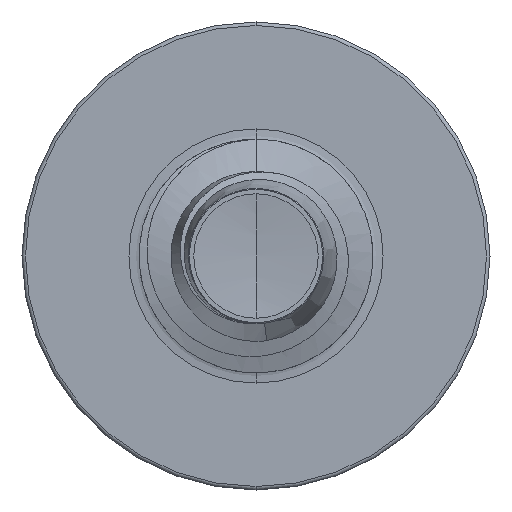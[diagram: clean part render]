
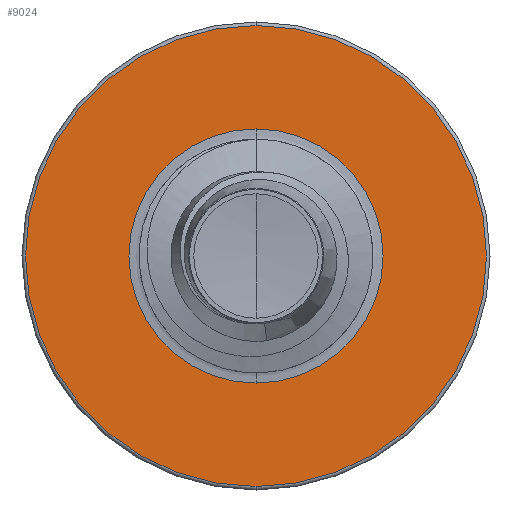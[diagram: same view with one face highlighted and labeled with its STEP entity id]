
A CAD part, front view. The second image highlights one B-rep face of the part: STEP entity #9024.
In plain terms, the highlighted planar face has unit normal (0, -1, 0).
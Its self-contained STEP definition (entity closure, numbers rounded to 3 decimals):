
#15 = AXIS2_PLACEMENT_3D ( 'NONE', #2383, #2369, #2368 ) ;
#107 = VERTEX_POINT ( 'NONE', #8774 ) ;
#367 = ORIENTED_EDGE ( 'NONE', *, *, #8362, .F. ) ;
#402 = DIRECTION ( 'NONE',  ( 0., 0., 1. ) ) ;
#408 = DIRECTION ( 'NONE',  ( 0., 1., 0. ) ) ;
#410 = CARTESIAN_POINT ( 'NONE',  ( 0., 2.25, 0. ) ) ;
#646 = AXIS2_PLACEMENT_3D ( 'NONE', #9063, #9062, #9054 ) ;
#711 = CIRCLE ( 'NONE', #646, 1.086 ) ;
#845 = FACE_BOUND ( 'NONE', #6732, .T. ) ;
#1074 = ORIENTED_EDGE ( 'NONE', *, *, #7273, .T. ) ;
#1650 = EDGE_LOOP ( 'NONE', ( #4263, #367 ) ) ;
#1762 = CARTESIAN_POINT ( 'NONE',  ( 0., 2.25, -1.086 ) ) ;
#2368 = DIRECTION ( 'NONE',  ( 0., 0., 1. ) ) ;
#2369 = DIRECTION ( 'NONE',  ( 0., 1., 0. ) ) ;
#2383 = CARTESIAN_POINT ( 'NONE',  ( 0., 2.25, 0. ) ) ;
#2787 = CARTESIAN_POINT ( 'NONE',  ( 0., 2.25, 1.97 ) ) ;
#3024 = AXIS2_PLACEMENT_3D ( 'NONE', #5000, #5043, #4993 ) ;
#3266 = FACE_OUTER_BOUND ( 'NONE', #1650, .T. ) ;
#3543 = EDGE_CURVE ( 'NONE', #6848, #107, #4112, .T. ) ;
#3765 = AXIS2_PLACEMENT_3D ( 'NONE', #6604, #6567, #6558 ) ;
#4112 = CIRCLE ( 'NONE', #15, 1.97 ) ;
#4263 = ORIENTED_EDGE ( 'NONE', *, *, #3543, .F. ) ;
#4680 = AXIS2_PLACEMENT_3D ( 'NONE', #410, #408, #402 ) ;
#4993 = DIRECTION ( 'NONE',  ( 0., 0., 1. ) ) ;
#5000 = CARTESIAN_POINT ( 'NONE',  ( 0., 2.25, 0. ) ) ;
#5043 = DIRECTION ( 'NONE',  ( 0., 1., 0. ) ) ;
#5159 = CARTESIAN_POINT ( 'NONE',  ( 0., 2.25, 1.086 ) ) ;
#5232 = CIRCLE ( 'NONE', #4680, 1.086 ) ;
#6558 = DIRECTION ( 'NONE',  ( 0., 0., 1. ) ) ;
#6567 = DIRECTION ( 'NONE',  ( 0., 1., 0. ) ) ;
#6604 = CARTESIAN_POINT ( 'NONE',  ( 0., 2.25, -1.086 ) ) ;
#6663 = PLANE ( 'NONE',  #3765 ) ;
#6688 = EDGE_CURVE ( 'NONE', #9558, #9269, #5232, .T. ) ;
#6732 = EDGE_LOOP ( 'NONE', ( #1074, #8665 ) ) ;
#6848 = VERTEX_POINT ( 'NONE', #2787 ) ;
#7273 = EDGE_CURVE ( 'NONE', #9269, #9558, #711, .T. ) ;
#7317 = CIRCLE ( 'NONE', #3024, 1.97 ) ;
#8362 = EDGE_CURVE ( 'NONE', #107, #6848, #7317, .T. ) ;
#8665 = ORIENTED_EDGE ( 'NONE', *, *, #6688, .T. ) ;
#8774 = CARTESIAN_POINT ( 'NONE',  ( 0., 2.25, -1.97 ) ) ;
#9024 = ADVANCED_FACE ( 'NONE', ( #3266, #845 ), #6663, .F. ) ;
#9054 = DIRECTION ( 'NONE',  ( 0., 0., 1. ) ) ;
#9062 = DIRECTION ( 'NONE',  ( 0., 1., 0. ) ) ;
#9063 = CARTESIAN_POINT ( 'NONE',  ( 0., 2.25, 0. ) ) ;
#9269 = VERTEX_POINT ( 'NONE', #5159 ) ;
#9558 = VERTEX_POINT ( 'NONE', #1762 ) ;
